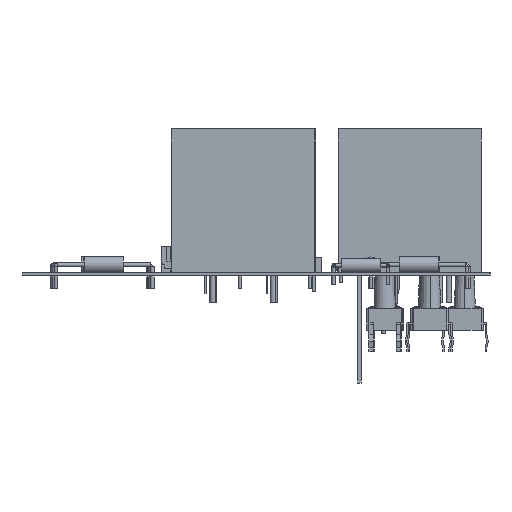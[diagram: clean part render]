
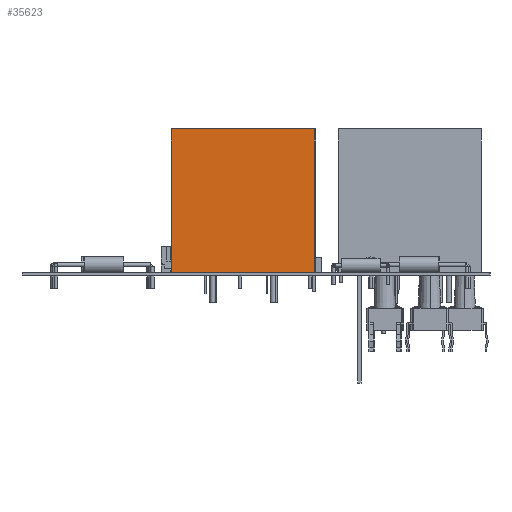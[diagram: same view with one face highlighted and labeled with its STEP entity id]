
A CAD part, left-side view. The second image highlights one B-rep face of the part: STEP entity #35623.
In plain terms, the highlighted face is planar.
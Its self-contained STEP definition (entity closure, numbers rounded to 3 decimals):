
#35623 = ADVANCED_FACE('',(#35624),#35658,.T.);
#35624 = FACE_BOUND('',#35625,.T.);
#35625 = EDGE_LOOP('',(#35626,#35636,#35644,#35652));
#35626 = ORIENTED_EDGE('',*,*,#35627,.T.);
#35627 = EDGE_CURVE('',#35628,#35630,#35632,.T.);
#35628 = VERTEX_POINT('',#35629);
#35629 = CARTESIAN_POINT('',(-6.8,2.5,0.));
#35630 = VERTEX_POINT('',#35631);
#35631 = CARTESIAN_POINT('',(-6.8,2.5,23.6));
#35632 = LINE('',#35633,#35634);
#35633 = CARTESIAN_POINT('',(-6.8,2.5,0.));
#35634 = VECTOR('',#35635,1.);
#35635 = DIRECTION('',(0.,0.,1.));
#35636 = ORIENTED_EDGE('',*,*,#35637,.T.);
#35637 = EDGE_CURVE('',#35630,#35638,#35640,.T.);
#35638 = VERTEX_POINT('',#35639);
#35639 = CARTESIAN_POINT('',(16.8,2.5,23.6));
#35640 = LINE('',#35641,#35642);
#35641 = CARTESIAN_POINT('',(-6.8,2.5,23.6));
#35642 = VECTOR('',#35643,1.);
#35643 = DIRECTION('',(1.,0.,0.));
#35644 = ORIENTED_EDGE('',*,*,#35645,.F.);
#35645 = EDGE_CURVE('',#35646,#35638,#35648,.T.);
#35646 = VERTEX_POINT('',#35647);
#35647 = CARTESIAN_POINT('',(16.8,2.5,0.));
#35648 = LINE('',#35649,#35650);
#35649 = CARTESIAN_POINT('',(16.8,2.5,0.));
#35650 = VECTOR('',#35651,1.);
#35651 = DIRECTION('',(0.,0.,1.));
#35652 = ORIENTED_EDGE('',*,*,#35653,.F.);
#35653 = EDGE_CURVE('',#35628,#35646,#35654,.T.);
#35654 = LINE('',#35655,#35656);
#35655 = CARTESIAN_POINT('',(-6.8,2.5,0.));
#35656 = VECTOR('',#35657,1.);
#35657 = DIRECTION('',(1.,0.,0.));
#35658 = PLANE('',#35659);
#35659 = AXIS2_PLACEMENT_3D('',#35660,#35661,#35662);
#35660 = CARTESIAN_POINT('',(-6.8,2.5,0.));
#35661 = DIRECTION('',(0.,1.,0.));
#35662 = DIRECTION('',(1.,0.,0.));
